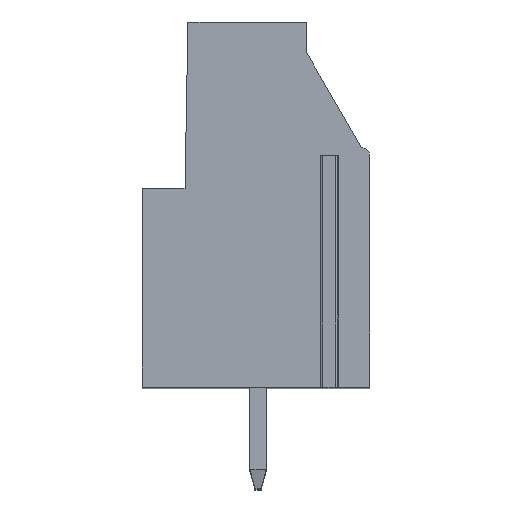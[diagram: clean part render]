
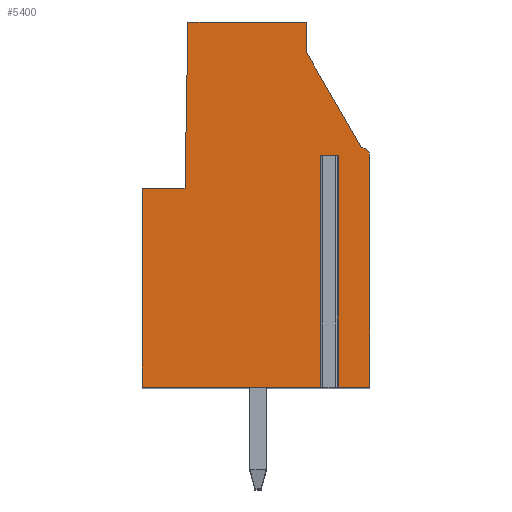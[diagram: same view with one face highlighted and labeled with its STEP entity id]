
A CAD part, top view. The second image highlights one B-rep face of the part: STEP entity #5400.
In plain terms, the highlighted planar face has unit normal (0, 0, 1).
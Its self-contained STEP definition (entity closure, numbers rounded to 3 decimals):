
#610=DIRECTION('',(1.,0.,0.));
#611=VECTOR('',#610,0.5);
#612=CARTESIAN_POINT('',(3.347,2.4,2.5));
#613=LINE('',#612,#611);
#614=DIRECTION('',(0.,1.,0.));
#615=VECTOR('',#614,11.4);
#616=CARTESIAN_POINT('',(3.347,-9.,2.5));
#617=LINE('',#616,#615);
#618=DIRECTION('',(1.,0.,0.));
#619=VECTOR('',#618,8.95);
#620=CARTESIAN_POINT('',(-5.603,-9.,2.5));
#621=LINE('',#620,#619);
#622=DIRECTION('',(0.,-1.,0.));
#623=VECTOR('',#622,9.8);
#624=CARTESIAN_POINT('',(-5.603,0.8,2.5));
#625=LINE('',#624,#623);
#626=DIRECTION('',(-1.,0.,0.));
#627=VECTOR('',#626,2.1);
#628=CARTESIAN_POINT('',(-3.503,0.8,2.5));
#629=LINE('',#628,#627);
#630=DIRECTION('',(-0.017,-1.,0.));
#631=VECTOR('',#630,8.201);
#632=CARTESIAN_POINT('',(-3.36,9.,2.5));
#633=LINE('',#632,#631);
#634=DIRECTION('',(-1.,0.,0.));
#635=VECTOR('',#634,5.86);
#636=CARTESIAN_POINT('',(2.5,9.,2.5));
#637=LINE('',#636,#635);
#638=DIRECTION('',(0.,1.,0.));
#639=VECTOR('',#638,1.523);
#640=CARTESIAN_POINT('',(2.5,7.477,2.5));
#641=LINE('',#640,#639);
#642=DIRECTION('',(-0.5,0.866,0.));
#643=VECTOR('',#642,5.394);
#644=CARTESIAN_POINT('',(5.197,2.805,2.5));
#645=LINE('',#644,#643);
#646=CARTESIAN_POINT('',(5.197,2.405,2.5));
#647=DIRECTION('',(0.,0.,1.));
#648=DIRECTION('',(1.,0.,0.));
#649=AXIS2_PLACEMENT_3D('',#646,#647,#648);
#651=DIRECTION('',(0.,1.,0.));
#652=VECTOR('',#651,11.405);
#653=CARTESIAN_POINT('',(5.597,-9.,2.5));
#654=LINE('',#653,#652);
#655=DIRECTION('',(1.,0.,0.));
#656=VECTOR('',#655,1.75);
#657=CARTESIAN_POINT('',(3.847,-9.,2.5));
#658=LINE('',#657,#656);
#659=DIRECTION('',(0.,1.,0.));
#660=VECTOR('',#659,11.4);
#661=CARTESIAN_POINT('',(3.847,-9.,2.5));
#662=LINE('',#661,#660);
#3851=CARTESIAN_POINT('',(5.597,-9.,2.5));
#3852=CARTESIAN_POINT('',(5.597,2.405,2.5));
#3853=VERTEX_POINT('',#3851);
#3854=VERTEX_POINT('',#3852);
#3855=CARTESIAN_POINT('',(5.197,2.805,2.5));
#3856=VERTEX_POINT('',#3855);
#3857=CARTESIAN_POINT('',(2.5,7.477,2.5));
#3858=VERTEX_POINT('',#3857);
#3859=CARTESIAN_POINT('',(2.5,9.,2.5));
#3860=VERTEX_POINT('',#3859);
#3861=CARTESIAN_POINT('',(-3.36,9.,2.5));
#3862=VERTEX_POINT('',#3861);
#3863=CARTESIAN_POINT('',(-3.503,0.8,2.5));
#3864=VERTEX_POINT('',#3863);
#3865=CARTESIAN_POINT('',(-5.603,0.8,2.5));
#3866=VERTEX_POINT('',#3865);
#3867=CARTESIAN_POINT('',(-5.603,-9.,2.5));
#3868=VERTEX_POINT('',#3867);
#3905=CARTESIAN_POINT('',(3.347,2.4,2.5));
#3906=CARTESIAN_POINT('',(3.847,2.4,2.5));
#3907=VERTEX_POINT('',#3905);
#3908=VERTEX_POINT('',#3906);
#3909=CARTESIAN_POINT('',(3.347,-9.,2.5));
#3910=VERTEX_POINT('',#3909);
#3911=CARTESIAN_POINT('',(3.847,-9.,2.5));
#3912=VERTEX_POINT('',#3911);
#5377=CARTESIAN_POINT('',(0.,0.,2.5));
#5378=DIRECTION('',(0.,0.,1.));
#5379=DIRECTION('',(1.,0.,0.));
#5380=AXIS2_PLACEMENT_3D('',#5377,#5378,#5379);
#5381=PLANE('',#5380);
#5383=ORIENTED_EDGE('',*,*,#5382,.F.);
#5385=ORIENTED_EDGE('',*,*,#5384,.F.);
#5386=ORIENTED_EDGE('',*,*,#4925,.F.);
#5387=ORIENTED_EDGE('',*,*,#5130,.F.);
#5388=ORIENTED_EDGE('',*,*,#5144,.F.);
#5389=ORIENTED_EDGE('',*,*,#5158,.F.);
#5390=ORIENTED_EDGE('',*,*,#5172,.F.);
#5391=ORIENTED_EDGE('',*,*,#5240,.F.);
#5392=ORIENTED_EDGE('',*,*,#5254,.F.);
#5393=ORIENTED_EDGE('',*,*,#5268,.F.);
#5394=ORIENTED_EDGE('',*,*,#5281,.F.);
#5395=ORIENTED_EDGE('',*,*,#4937,.F.);
#5397=ORIENTED_EDGE('',*,*,#5396,.T.);
#5398=EDGE_LOOP('',(#5383,#5385,#5386,#5387,#5388,#5389,#5390,#5391,#5392,#5393,
#5394,#5395,#5397));
#5399=FACE_OUTER_BOUND('',#5398,.F.);
#650=CIRCLE('',#649,0.4);
#4925=EDGE_CURVE('',#3868,#3910,#621,.T.);
#4937=EDGE_CURVE('',#3912,#3853,#658,.T.);
#5130=EDGE_CURVE('',#3866,#3868,#625,.T.);
#5144=EDGE_CURVE('',#3864,#3866,#629,.T.);
#5158=EDGE_CURVE('',#3862,#3864,#633,.T.);
#5172=EDGE_CURVE('',#3860,#3862,#637,.T.);
#5240=EDGE_CURVE('',#3858,#3860,#641,.T.);
#5254=EDGE_CURVE('',#3856,#3858,#645,.T.);
#5268=EDGE_CURVE('',#3854,#3856,#650,.T.);
#5281=EDGE_CURVE('',#3853,#3854,#654,.T.);
#5382=EDGE_CURVE('',#3907,#3908,#613,.T.);
#5384=EDGE_CURVE('',#3910,#3907,#617,.T.);
#5396=EDGE_CURVE('',#3912,#3908,#662,.T.);
#5400=ADVANCED_FACE('',(#5399),#5381,.T.);
